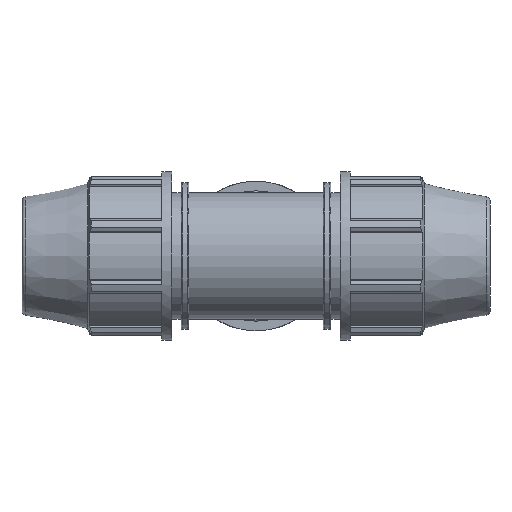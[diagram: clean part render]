
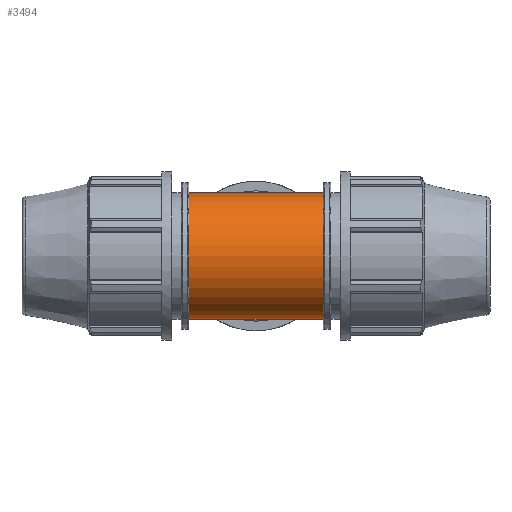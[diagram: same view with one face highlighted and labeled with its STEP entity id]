
A CAD part, front view. The second image highlights one B-rep face of the part: STEP entity #3494.
In plain terms, the highlighted cylindrical face has radius 20.25 mm (diameter 40.5 mm), a full revolution.
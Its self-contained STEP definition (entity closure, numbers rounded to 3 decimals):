
#797=B_SPLINE_CURVE_WITH_KNOTS('',3,(#5030,#5031,#5032,#5033,#5034,#5035,
#5036,#5037,#5038,#5039,#5040,#5041,#5042,#5043,#5044,#5045,#5046,#5047,
#5048,#5049,#5050,#5051,#5052,#5053,#5054,#5055,#5056,#5057,#5058,#5059,
#5060,#5061,#5062,#5063,#5064,#5065,#5066,#5067,#5068,#5069,#5070,#5071,
#5072,#5073,#5074,#5075,#5076,#5077,#5078,#5079,#5080,#5081,#5082,#5083,
#5084,#5085,#5086,#5087,#5088,#5089,#5090,#5091,#5092,#5093,#5094,#5095),
 .UNSPECIFIED.,.T.,.F.,(4,2,2,2,2,2,2,2,2,2,2,2,2,2,2,2,2,2,2,2,2,2,2,2,
2,2,2,2,2,2,2,2,4),(0.,0.389,0.777,1.166,
1.554,1.918,2.281,2.644,3.008,
3.371,3.734,4.097,4.461,4.849,
5.238,5.627,6.015,6.404,6.792,
7.181,7.57,7.933,8.296,8.659,
9.023,9.386,9.749,10.113,10.476,
10.865,11.253,11.642,12.03),
 .UNSPECIFIED.);
#799=FACE_BOUND('',#1056,.T.);
#800=FACE_BOUND('',#1057,.T.);
#856=FACE_OUTER_BOUND('',#1055,.T.);
#1055=EDGE_LOOP('',(#2284));
#1056=EDGE_LOOP('',(#2285));
#1057=EDGE_LOOP('',(#2286));
#1311=CIRCLE('',#3696,20.25);
#1312=CIRCLE('',#3697,20.25);
#1458=VERTEX_POINT('',#5025);
#1459=VERTEX_POINT('',#5027);
#1460=VERTEX_POINT('',#5029);
#1799=EDGE_CURVE('',#1458,#1458,#1311,.T.);
#1800=EDGE_CURVE('',#1459,#1459,#1312,.T.);
#1801=EDGE_CURVE('',#1460,#1460,#797,.T.);
#2284=ORIENTED_EDGE('',*,*,#1799,.F.);
#2285=ORIENTED_EDGE('',*,*,#1800,.T.);
#2286=ORIENTED_EDGE('',*,*,#1801,.F.);
#3254=CYLINDRICAL_SURFACE('',#3695,20.25);
#3494=ADVANCED_FACE('',(#856,#799,#800),#3254,.T.);
#3695=AXIS2_PLACEMENT_3D('',#5024,#4043,#4044);
#3696=AXIS2_PLACEMENT_3D('',#5026,#4045,#4046);
#3697=AXIS2_PLACEMENT_3D('',#5028,#4047,#4048);
#4043=DIRECTION('center_axis',(1.,0.,0.));
#4044=DIRECTION('ref_axis',(0.,1.,0.));
#4045=DIRECTION('center_axis',(1.,0.,0.));
#4046=DIRECTION('ref_axis',(0.,0.,-1.));
#4047=DIRECTION('center_axis',(1.,0.,0.));
#4048=DIRECTION('ref_axis',(0.,0.,-1.));
#5024=CARTESIAN_POINT('Origin',(15.25,0.,0.));
#5025=CARTESIAN_POINT('',(21.5,20.25,0.));
#5026=CARTESIAN_POINT('Origin',(21.5,0.,0.));
#5027=CARTESIAN_POINT('',(-21.5,20.25,0.));
#5028=CARTESIAN_POINT('Origin',(-21.5,0.,0.));
#5029=CARTESIAN_POINT('',(0.,9.277,18.));
#5030=CARTESIAN_POINT('Ctrl Pts',(0.,9.277,18.));
#5031=CARTESIAN_POINT('Ctrl Pts',(1.295,9.277,18.));
#5032=CARTESIAN_POINT('Ctrl Pts',(2.52,9.551,17.863));
#5033=CARTESIAN_POINT('Ctrl Pts',(4.863,10.418,17.372));
#5034=CARTESIAN_POINT('Ctrl Pts',(5.982,11.005,17.017));
#5035=CARTESIAN_POINT('Ctrl Pts',(8.123,12.301,16.105));
#5036=CARTESIAN_POINT('Ctrl Pts',(9.143,13.009,15.548));
#5037=CARTESIAN_POINT('Ctrl Pts',(11.048,14.412,14.257));
#5038=CARTESIAN_POINT('Ctrl Pts',(11.933,15.107,13.523));
#5039=CARTESIAN_POINT('Ctrl Pts',(13.471,16.351,11.984));
#5040=CARTESIAN_POINT('Ctrl Pts',(14.189,16.949,11.135));
#5041=CARTESIAN_POINT('Ctrl Pts',(15.484,18.047,9.249));
#5042=CARTESIAN_POINT('Ctrl Pts',(16.062,18.547,8.213));
#5043=CARTESIAN_POINT('Ctrl Pts',(17.009,19.373,6.01));
#5044=CARTESIAN_POINT('Ctrl Pts',(17.38,19.701,4.839));
#5045=CARTESIAN_POINT('Ctrl Pts',(17.876,20.139,2.44));
#5046=CARTESIAN_POINT('Ctrl Pts',(18.,20.25,1.211));
#5047=CARTESIAN_POINT('Ctrl Pts',(18.,20.25,-1.211));
#5048=CARTESIAN_POINT('Ctrl Pts',(17.876,20.139,-2.44));
#5049=CARTESIAN_POINT('Ctrl Pts',(17.38,19.701,-4.839));
#5050=CARTESIAN_POINT('Ctrl Pts',(17.009,19.373,-6.01));
#5051=CARTESIAN_POINT('Ctrl Pts',(16.062,18.547,-8.213));
#5052=CARTESIAN_POINT('Ctrl Pts',(15.484,18.047,-9.249));
#5053=CARTESIAN_POINT('Ctrl Pts',(14.189,16.949,-11.135));
#5054=CARTESIAN_POINT('Ctrl Pts',(13.471,16.351,-11.984));
#5055=CARTESIAN_POINT('Ctrl Pts',(11.933,15.107,-13.523));
#5056=CARTESIAN_POINT('Ctrl Pts',(11.048,14.412,-14.257));
#5057=CARTESIAN_POINT('Ctrl Pts',(9.143,13.009,-15.548));
#5058=CARTESIAN_POINT('Ctrl Pts',(8.123,12.301,-16.105));
#5059=CARTESIAN_POINT('Ctrl Pts',(5.982,11.005,-17.017));
#5060=CARTESIAN_POINT('Ctrl Pts',(4.863,10.418,-17.372));
#5061=CARTESIAN_POINT('Ctrl Pts',(2.52,9.551,-17.863));
#5062=CARTESIAN_POINT('Ctrl Pts',(1.295,9.277,-18.));
#5063=CARTESIAN_POINT('Ctrl Pts',(-1.295,9.277,-18.));
#5064=CARTESIAN_POINT('Ctrl Pts',(-2.52,9.551,-17.863));
#5065=CARTESIAN_POINT('Ctrl Pts',(-4.863,10.418,-17.372));
#5066=CARTESIAN_POINT('Ctrl Pts',(-5.982,11.005,-17.017));
#5067=CARTESIAN_POINT('Ctrl Pts',(-8.123,12.301,-16.105));
#5068=CARTESIAN_POINT('Ctrl Pts',(-9.143,13.009,-15.548));
#5069=CARTESIAN_POINT('Ctrl Pts',(-11.048,14.412,-14.257));
#5070=CARTESIAN_POINT('Ctrl Pts',(-11.933,15.107,-13.523));
#5071=CARTESIAN_POINT('Ctrl Pts',(-13.471,16.351,-11.984));
#5072=CARTESIAN_POINT('Ctrl Pts',(-14.189,16.949,-11.135));
#5073=CARTESIAN_POINT('Ctrl Pts',(-15.484,18.047,-9.249));
#5074=CARTESIAN_POINT('Ctrl Pts',(-16.062,18.547,-8.213));
#5075=CARTESIAN_POINT('Ctrl Pts',(-17.009,19.373,-6.01));
#5076=CARTESIAN_POINT('Ctrl Pts',(-17.38,19.701,-4.839));
#5077=CARTESIAN_POINT('Ctrl Pts',(-17.876,20.139,-2.44));
#5078=CARTESIAN_POINT('Ctrl Pts',(-18.,20.25,-1.211));
#5079=CARTESIAN_POINT('Ctrl Pts',(-18.,20.25,1.211));
#5080=CARTESIAN_POINT('Ctrl Pts',(-17.876,20.139,2.44));
#5081=CARTESIAN_POINT('Ctrl Pts',(-17.38,19.701,4.839));
#5082=CARTESIAN_POINT('Ctrl Pts',(-17.009,19.373,6.01));
#5083=CARTESIAN_POINT('Ctrl Pts',(-16.062,18.547,8.213));
#5084=CARTESIAN_POINT('Ctrl Pts',(-15.484,18.047,9.249));
#5085=CARTESIAN_POINT('Ctrl Pts',(-14.189,16.949,11.135));
#5086=CARTESIAN_POINT('Ctrl Pts',(-13.471,16.351,11.984));
#5087=CARTESIAN_POINT('Ctrl Pts',(-11.933,15.107,13.523));
#5088=CARTESIAN_POINT('Ctrl Pts',(-11.048,14.412,14.257));
#5089=CARTESIAN_POINT('Ctrl Pts',(-9.143,13.009,15.548));
#5090=CARTESIAN_POINT('Ctrl Pts',(-8.123,12.301,16.105));
#5091=CARTESIAN_POINT('Ctrl Pts',(-5.982,11.005,17.017));
#5092=CARTESIAN_POINT('Ctrl Pts',(-4.863,10.418,17.372));
#5093=CARTESIAN_POINT('Ctrl Pts',(-2.52,9.551,17.863));
#5094=CARTESIAN_POINT('Ctrl Pts',(-1.295,9.277,18.));
#5095=CARTESIAN_POINT('Ctrl Pts',(0.,9.277,
18.));
